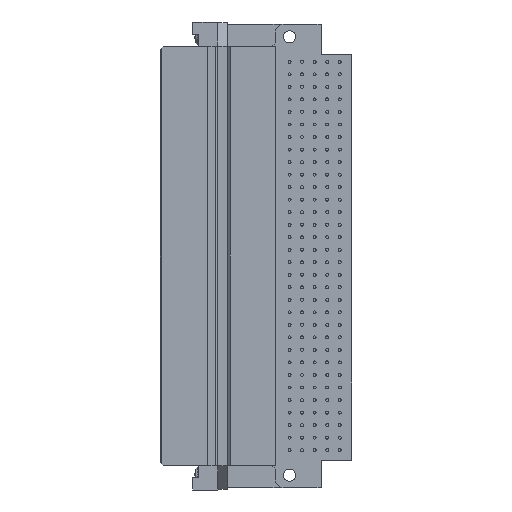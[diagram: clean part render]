
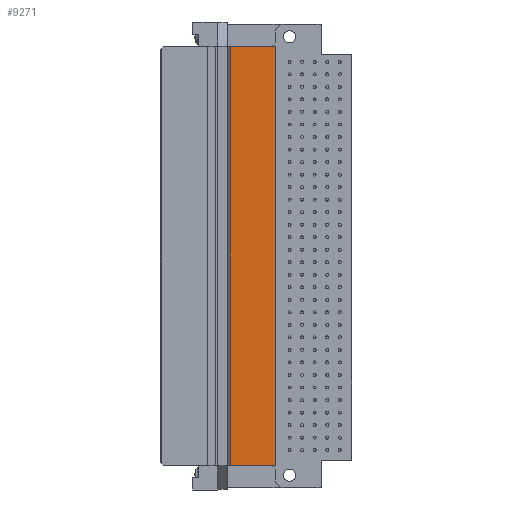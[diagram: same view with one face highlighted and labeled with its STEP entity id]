
A CAD part, left-side view. The second image highlights one B-rep face of the part: STEP entity #9271.
In plain terms, the highlighted planar face has unit normal (-1, 0, 0).
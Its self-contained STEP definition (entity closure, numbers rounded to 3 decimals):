
#9271=ADVANCED_FACE('',(#10917),#10075,.T.);
#10075=PLANE('',#27323);
#10917=FACE_OUTER_BOUND('',#12279,.T.);
#12279=EDGE_LOOP('',(#15798,#15799,#15800,#15801));
#15798=ORIENTED_EDGE('',*,*,#20640,.T.);
#15799=ORIENTED_EDGE('',*,*,#20641,.T.);
#15800=ORIENTED_EDGE('',*,*,#20642,.T.);
#15801=ORIENTED_EDGE('',*,*,#20643,.F.);
#18578=VERTEX_POINT('',#37258);
#18579=VERTEX_POINT('',#37259);
#18580=VERTEX_POINT('',#37261);
#18581=VERTEX_POINT('',#37263);
#20640=EDGE_CURVE('',#18578,#18579,#22389,.T.);
#20641=EDGE_CURVE('',#18579,#18580,#22390,.T.);
#20642=EDGE_CURVE('',#18580,#18581,#22391,.T.);
#20643=EDGE_CURVE('',#18578,#18581,#22392,.T.);
#22389=LINE('',#37257,#24011);
#22390=LINE('',#37260,#24012);
#22391=LINE('',#37262,#24013);
#22392=LINE('',#37264,#24014);
#24011=VECTOR('',#31802,1.);
#24012=VECTOR('',#31803,1.);
#24013=VECTOR('',#31804,1.);
#24014=VECTOR('',#31805,1.);
#27323=AXIS2_PLACEMENT_3D('',#37265,#31806,#31807);
#31802=DIRECTION('',(0.,-1.,0.));
#31803=DIRECTION('',(0.,0.,1.));
#31804=DIRECTION('',(0.,1.,0.));
#31805=DIRECTION('',(0.,0.,1.));
#31806=DIRECTION('',(-1.,0.,0.));
#31807=DIRECTION('',(0.,-1.,0.));
#37257=CARTESIAN_POINT('',(-2.85,24.6,4.5));
#37258=CARTESIAN_POINT('',(-2.85,24.6,4.5));
#37259=CARTESIAN_POINT('',(-2.85,15.5,4.5));
#37260=CARTESIAN_POINT('',(-2.85,15.5,4.5));
#37261=CARTESIAN_POINT('',(-2.85,15.5,89.3));
#37262=CARTESIAN_POINT('',(-2.85,15.5,89.3));
#37263=CARTESIAN_POINT('',(-2.85,24.6,89.3));
#37264=CARTESIAN_POINT('',(-2.85,24.6,4.5));
#37265=CARTESIAN_POINT('',(-2.85,24.6,0.));
